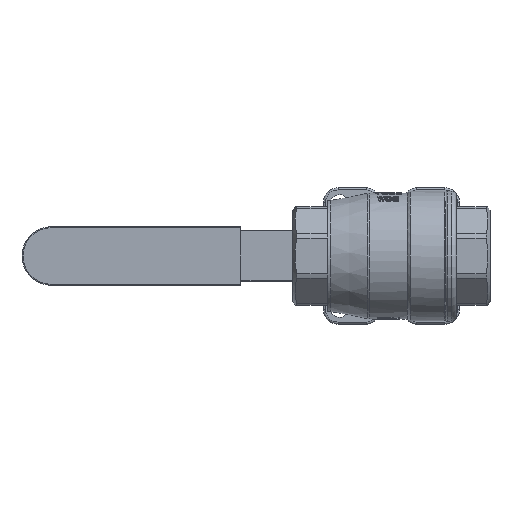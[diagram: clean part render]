
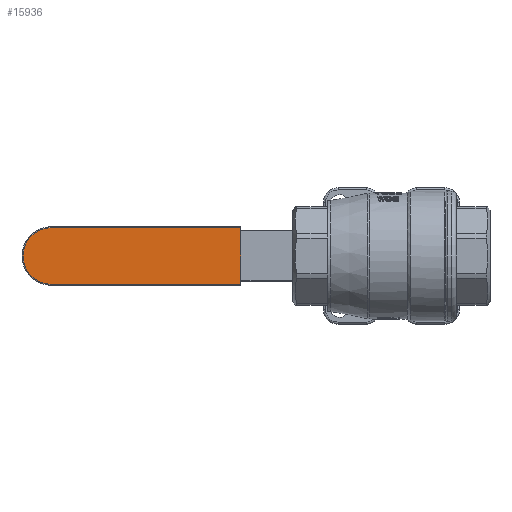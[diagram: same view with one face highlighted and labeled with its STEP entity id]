
A CAD part, front view. The second image highlights one B-rep face of the part: STEP entity #15936.
In plain terms, the highlighted planar face has unit normal (0, -1, 0).
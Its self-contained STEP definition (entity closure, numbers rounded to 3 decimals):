
#424=PLANE('',#17316);
#1917=LINE('',#95254,#2825);
#1919=LINE('',#95265,#2827);
#1920=LINE('',#95269,#2828);
#2825=VECTOR('',#20759,1000.);
#2827=VECTOR('',#20773,1000.);
#2828=VECTOR('',#20776,1000.);
#3405=CIRCLE('',#17317,13.5);
#8298=ORIENTED_EDGE('',*,*,#10788,.F.);
#8299=ORIENTED_EDGE('',*,*,#10795,.T.);
#8300=ORIENTED_EDGE('',*,*,#10796,.T.);
#8301=ORIENTED_EDGE('',*,*,#10797,.T.);
#10788=EDGE_CURVE('',#12594,#12595,#1917,.T.);
#10795=EDGE_CURVE('',#12594,#12598,#1919,.T.);
#10796=EDGE_CURVE('',#12598,#12599,#3405,.T.);
#10797=EDGE_CURVE('',#12599,#12595,#1920,.T.);
#12594=VERTEX_POINT('',#95253);
#12595=VERTEX_POINT('',#95255);
#12598=VERTEX_POINT('',#95266);
#12599=VERTEX_POINT('',#95268);
#14126=EDGE_LOOP('',(#8298,#8299,#8300,#8301));
#15052=FACE_BOUND('',#14126,.T.);
#15936=ADVANCED_FACE('',(#15052),#424,.F.);
#17316=AXIS2_PLACEMENT_3D('',#95264,#20771,#20772);
#17317=AXIS2_PLACEMENT_3D('',#95267,#20774,#20775);
#20759=DIRECTION('',(0.,0.,-1.));
#20771=DIRECTION('',(0.,1.,0.));
#20772=DIRECTION('',(1.,0.,0.));
#20773=DIRECTION('',(-1.,0.,0.));
#20774=DIRECTION('',(0.,-1.,0.));
#20775=DIRECTION('',(0.,0.,1.));
#20776=DIRECTION('',(1.,0.,0.));
#95253=CARTESIAN_POINT('',(-79.295,17.,13.5));
#95254=CARTESIAN_POINT('',(-79.295,17.,14.));
#95255=CARTESIAN_POINT('',(-79.295,17.,-13.5));
#95264=CARTESIAN_POINT('',(-183.746,17.,14.));
#95265=CARTESIAN_POINT('',(-169.746,17.,13.5));
#95266=CARTESIAN_POINT('',(-169.746,17.,13.5));
#95267=CARTESIAN_POINT('',(-169.746,17.,0.));
#95268=CARTESIAN_POINT('',(-169.746,17.,-13.5));
#95269=CARTESIAN_POINT('',(-183.746,17.,-13.5));
